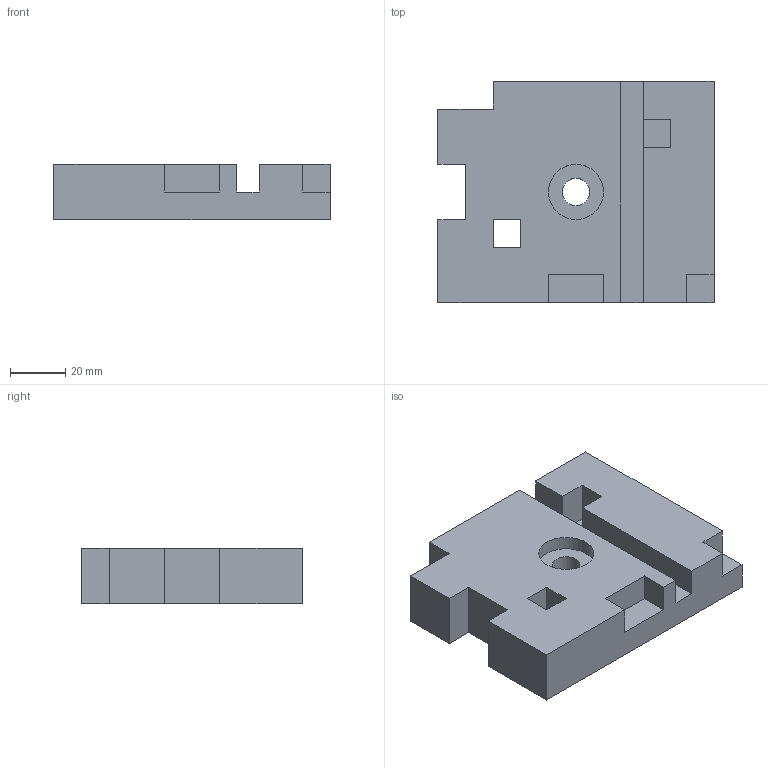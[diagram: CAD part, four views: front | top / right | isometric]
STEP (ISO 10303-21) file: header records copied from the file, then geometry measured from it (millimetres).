
FILE_DESCRIPTION(/* description */ ('Unknown'),/* implementation_level */ '2;1');
FILE_NAME(/* name */ 'Part2',/* time_stamp */ '2025-10-27T16:01:10+01:00',/* author */ ('Unknown'),/* organization */ ('Unknown'),/* preprocessor_version */ 'ST-DEVELOPER v19.4',/* originating_system */ 'Solid Edge',/* authorisation */ 'Unknown');
FILE_SCHEMA (('AUTOMOTIVE_DESIGN {1 0 10303 214 3 1 1}'));
Length unit declared in the file: millimetre
Products named in the file (1): Part2
Bounding box: 100 x 80 x 20 mm (x, y, z)
Volume: 136253.9 mm3; surface area: 26065.9 mm2
Topology: 1 solids, 1 shells, 36 faces, 97 edges, 64 vertices
Faces by surface type: plane 34, cylinder 2
Full cylindrical faces by diameter (mm): 10 x1, 20 x1
Entity records: 1137 total; most frequent: CARTESIAN_POINT 196, ORIENTED_EDGE 190, DIRECTION 173, EDGE_CURVE 95, LINE 91, VECTOR 91, VERTEX_POINT 64, EDGE_LOOP 43
